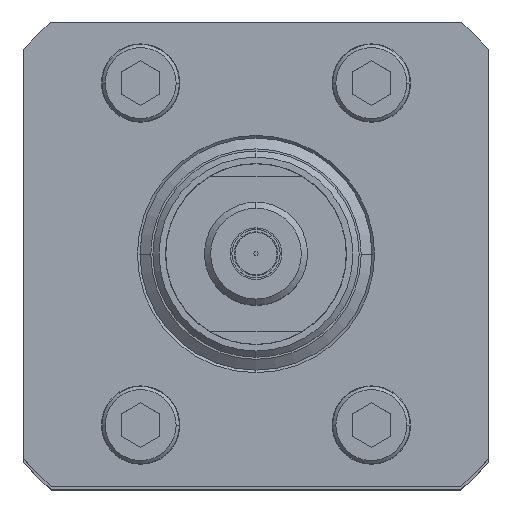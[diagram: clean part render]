
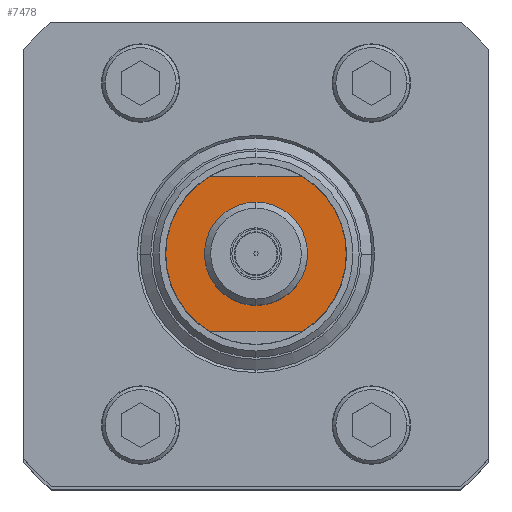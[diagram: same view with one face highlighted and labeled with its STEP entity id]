
A CAD part, top view. The second image highlights one B-rep face of the part: STEP entity #7478.
In plain terms, the highlighted planar face has unit normal (0, 0, 1).
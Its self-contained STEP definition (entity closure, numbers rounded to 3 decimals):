
#7380 = VERTEX_POINT ( 'NONE', #16784 ) ;
#7395 = EDGE_CURVE ( 'NONE', #7396, #7421, #16812, .T. ) ;
#7396 = VERTEX_POINT ( 'NONE', #16807 ) ;
#7421 = VERTEX_POINT ( 'NONE', #16879 ) ;
#7434 = EDGE_CURVE ( 'NONE', #7435, #7380, #16857, .T. ) ;
#7435 = VERTEX_POINT ( 'NONE', #16858 ) ;
#7462 = VERTEX_POINT ( 'NONE', #16929 ) ;
#7463 = ORIENTED_EDGE ( 'NONE', *, *, #7464, .T. ) ;
#7464 = EDGE_CURVE ( 'NONE', #7462, #7465, #16928, .T. ) ;
#7465 = VERTEX_POINT ( 'NONE', #16923 ) ;
#7466 = ORIENTED_EDGE ( 'NONE', *, *, #7467, .T. ) ;
#7467 = EDGE_CURVE ( 'NONE', #7465, #7435, #16922, .T. ) ;
#7478 = ADVANCED_FACE ( 'NONE', ( #16959, #16958 ), #16957, .T. ) ;
#7479 = EDGE_LOOP ( 'NONE', ( #7480, #7481 ) ) ;
#7480 = ORIENTED_EDGE ( 'NONE', *, *, #7395, .T. ) ;
#7481 = ORIENTED_EDGE ( 'NONE', *, *, #7482, .T. ) ;
#7482 = EDGE_CURVE ( 'NONE', #7421, #7396, #16951, .T. ) ;
#7483 = EDGE_LOOP ( 'NONE', ( #7538, #7539, #7463, #7466 ) ) ;
#7538 = ORIENTED_EDGE ( 'NONE', *, *, #7434, .T. ) ;
#7539 = ORIENTED_EDGE ( 'NONE', *, *, #7540, .T. ) ;
#7540 = EDGE_CURVE ( 'NONE', #7380, #7462, #17099, .T. ) ;
#16784 = CARTESIAN_POINT ( 'NONE',  ( -5.724, -9.525, 140.677 ) ) ;
#16807 = CARTESIAN_POINT ( 'NONE',  ( 0., 5.969, 140.677 ) ) ;
#16808 = DIRECTION ( 'NONE',  ( 0., 1., 0. ) ) ;
#16809 = DIRECTION ( 'NONE',  ( 0., 0., -1. ) ) ;
#16810 = CARTESIAN_POINT ( 'NONE',  ( 0., 0., 140.677 ) ) ;
#16811 = AXIS2_PLACEMENT_3D ( 'NONE', #16810, #16809, #16808 ) ;
#16812 = CIRCLE ( 'NONE', #16811, 5.969 ) ;
#16853 = DIRECTION ( 'NONE',  ( 0., 1., 0. ) ) ;
#16854 = DIRECTION ( 'NONE',  ( 0., 0., 1. ) ) ;
#16855 = CARTESIAN_POINT ( 'NONE',  ( 0., 0., 140.677 ) ) ;
#16856 = AXIS2_PLACEMENT_3D ( 'NONE', #16855, #16854, #16853 ) ;
#16857 = CIRCLE ( 'NONE', #16856, 11.112 ) ;
#16858 = CARTESIAN_POINT ( 'NONE',  ( -5.724, 9.525, 140.677 ) ) ;
#16879 = CARTESIAN_POINT ( 'NONE',  ( 0., -5.969, 140.677 ) ) ;
#16919 = DIRECTION ( 'NONE',  ( -1., 0., 0. ) ) ;
#16920 = VECTOR ( 'NONE', #16919, 1000. ) ;
#16921 = CARTESIAN_POINT ( 'NONE',  ( -25.4, 9.525, 140.677 ) ) ;
#16922 = LINE ( 'NONE', #16921, #16920 ) ;
#16923 = CARTESIAN_POINT ( 'NONE',  ( 5.724, 9.525, 140.677 ) ) ;
#16924 = DIRECTION ( 'NONE',  ( 0., 1., 0. ) ) ;
#16925 = DIRECTION ( 'NONE',  ( 0., 0., 1. ) ) ;
#16926 = CARTESIAN_POINT ( 'NONE',  ( 0., 0., 140.677 ) ) ;
#16927 = AXIS2_PLACEMENT_3D ( 'NONE', #16926, #16925, #16924 ) ;
#16928 = CIRCLE ( 'NONE', #16927, 11.112 ) ;
#16929 = CARTESIAN_POINT ( 'NONE',  ( 5.724, -9.525, 140.677 ) ) ;
#16948 = DIRECTION ( 'NONE',  ( 0., 1., 0. ) ) ;
#16949 = DIRECTION ( 'NONE',  ( 0., 0., -1. ) ) ;
#16950 = AXIS2_PLACEMENT_3D ( 'NONE', #16955, #16949, #16948 ) ;
#16951 = CIRCLE ( 'NONE', #16950, 5.969 ) ;
#16952 = DIRECTION ( 'NONE',  ( 0., 1., 0. ) ) ;
#16953 = DIRECTION ( 'NONE',  ( 0., 0., 1. ) ) ;
#16954 = CARTESIAN_POINT ( 'NONE',  ( 0., 0., 140.677 ) ) ;
#16955 = CARTESIAN_POINT ( 'NONE',  ( 0., 0., 140.677 ) ) ;
#16956 = AXIS2_PLACEMENT_3D ( 'NONE', #16954, #16953, #16952 ) ;
#16957 = PLANE ( 'NONE',  #16956 ) ;
#16958 = FACE_OUTER_BOUND ( 'NONE', #7483, .T. ) ;
#16959 = FACE_BOUND ( 'NONE', #7479, .T. ) ;
#17096 = DIRECTION ( 'NONE',  ( 1., 0., 0. ) ) ;
#17097 = VECTOR ( 'NONE', #17096, 1000. ) ;
#17098 = CARTESIAN_POINT ( 'NONE',  ( -25.4, -9.525, 140.677 ) ) ;
#17099 = LINE ( 'NONE', #17098, #17097 ) ;
